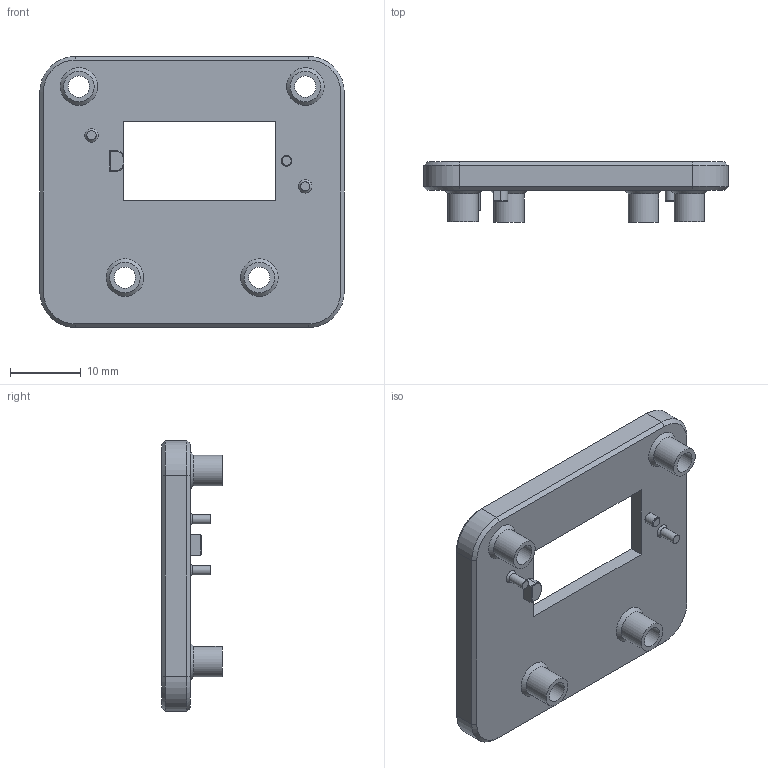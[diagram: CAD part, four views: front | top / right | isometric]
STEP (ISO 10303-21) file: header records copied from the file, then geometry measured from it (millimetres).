
FILE_DESCRIPTION(/* description */ (''),/* implementation_level */ '2;1');
FILE_NAME(/* name */ 'DLP4710CoverPlate.step',/* time_stamp */ '2020-09-10T16:01:38+02:00',/* author */ (''),/* organization */ (''),/* preprocessor_version */ 'ST-DEVELOPER v18.1',/* originating_system */ 'Autodesk Translation Framework v9.3.0.1241',/* authorisation */ '');
FILE_SCHEMA (('AUTOMOTIVE_DESIGN { 1 0 10303 214 3 1 1 }'));
Length unit declared in the file: millimetre
Products named in the file (1): DLP4710 Cover
Bounding box: 43 x 8.5 x 38.3 mm (x, y, z)
Volume: 5191.9 mm3; surface area: 4132.2 mm2
Topology: 1 solids, 1 shells, 99 faces, 225 edges, 139 vertices
Faces by surface type: plane 65, cone 17, cylinder 17
Full cylindrical faces by diameter (mm): 1.3 x2, 1.5 x1, 3 x4, 4.3 x4
Entity records: 2779 total; most frequent: DIRECTION 476, CARTESIAN_POINT 464, ORIENTED_EDGE 450, EDGE_CURVE 225, LINE 174, VECTOR 174, AXIS2_PLACEMENT_3D 151, VERTEX_POINT 139
